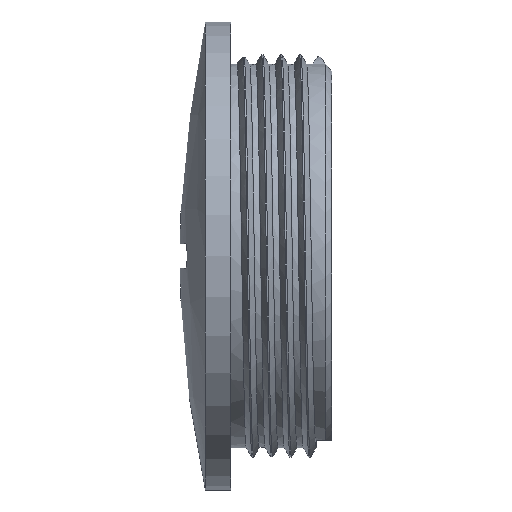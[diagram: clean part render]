
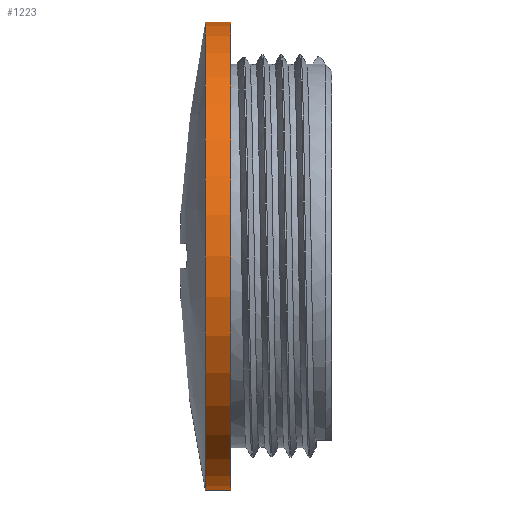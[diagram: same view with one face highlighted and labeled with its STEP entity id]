
A CAD part, front view. The second image highlights one B-rep face of the part: STEP entity #1223.
In plain terms, the highlighted cylindrical face has radius 18.5 mm (diameter 37 mm), a full revolution.
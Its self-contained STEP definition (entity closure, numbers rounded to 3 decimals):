
#40=FACE_BOUND('',#246,.T.);
#167=FACE_OUTER_BOUND('',#245,.T.);
#245=EDGE_LOOP('',(#1135));
#246=EDGE_LOOP('',(#1136));
#504=CIRCLE('',#1357,18.5);
#505=CIRCLE('',#1359,18.5);
#616=VERTEX_POINT('',#2937);
#617=VERTEX_POINT('',#2940);
#790=EDGE_CURVE('',#616,#616,#504,.T.);
#791=EDGE_CURVE('',#617,#617,#505,.T.);
#1135=ORIENTED_EDGE('',*,*,#790,.T.);
#1136=ORIENTED_EDGE('',*,*,#791,.F.);
#1153=CYLINDRICAL_SURFACE('',#1358,18.5);
#1223=ADVANCED_FACE('',(#167,#40),#1153,.T.);
#1357=AXIS2_PLACEMENT_3D('',#2938,#1709,#1710);
#1358=AXIS2_PLACEMENT_3D('',#2939,#1711,#1712);
#1359=AXIS2_PLACEMENT_3D('',#2941,#1713,#1714);
#1709=DIRECTION('center_axis',(1.,0.,0.));
#1710=DIRECTION('ref_axis',(0.,0.,-1.));
#1711=DIRECTION('center_axis',(1.,0.,0.));
#1712=DIRECTION('ref_axis',(0.,1.,0.));
#1713=DIRECTION('center_axis',(1.,0.,0.));
#1714=DIRECTION('ref_axis',(0.,0.,-1.));
#2937=CARTESIAN_POINT('',(-10.,18.5,0.));
#2938=CARTESIAN_POINT('Origin',(-10.,0.,
0.));
#2939=CARTESIAN_POINT('Origin',(-9.,0.,
0.));
#2940=CARTESIAN_POINT('',(-8.,18.5,0.));
#2941=CARTESIAN_POINT('Origin',(-8.,0.,
0.));
